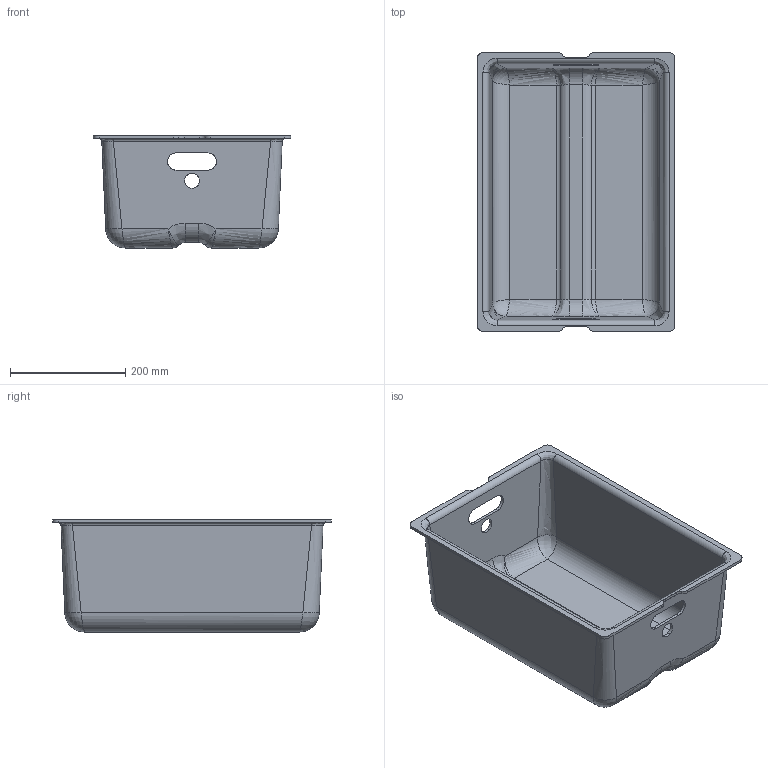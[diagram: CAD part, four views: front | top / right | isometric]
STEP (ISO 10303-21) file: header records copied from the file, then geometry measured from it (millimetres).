
FILE_DESCRIPTION(/* description */ (''),/* implementation_level */ '2;1');
FILE_NAME(/* name */ 'T4VN1X~O',/* time_stamp */ '2020-10-15T17:16:55+02:00',/* author */ (''),/* organization */ (''),/* preprocessor_version */ 'ST-DEVELOPER v16.5',/* originating_system */ '',/* authorisation */ '');
FILE_SCHEMA (('AUTOMOTIVE_DESIGN'));
Length unit declared in the file: millimetre
Products named in the file (2): Document; medium tote
Assembly tree (1 placements, depth 2):
  Document
    medium tote
Bounding box: 343 x 485 x 195 mm (x, y, z)
Volume: 2013089.7 mm3; surface area: 814520.5 mm2
Topology: 1 solids, 1 shells, 128 faces, 316 edges, 176 vertices
Faces by surface type: bspline 104, plane 24
Entity records: 7494 total; most frequent: CARTESIAN_POINT 5654, ORIENTED_EDGE 600, EDGE_CURVE 300, B_SPLINE_CURVE_WITH_KNOTS 182, VERTEX_POINT 176, EDGE_LOOP 138, ADVANCED_FACE 128, FACE_OUTER_BOUND 128
